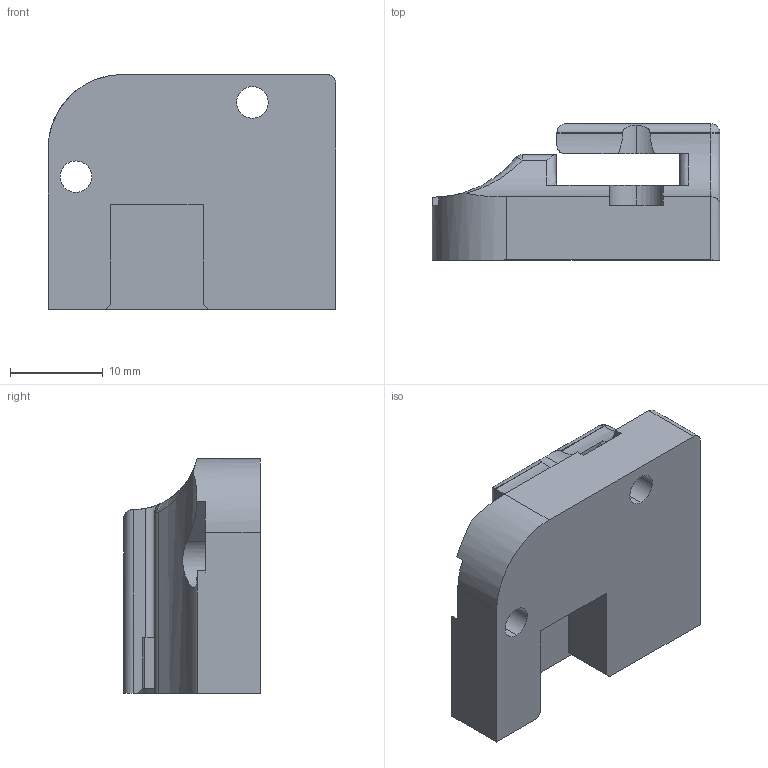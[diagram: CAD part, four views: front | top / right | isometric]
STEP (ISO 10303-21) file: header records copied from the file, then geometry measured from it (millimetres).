
FILE_DESCRIPTION (( 'STEP AP203' ), '1' );
FILE_NAME ('Y Limit Switch Holder_RV3_10.STEP', '2018-10-09T00:22:24', ( '' ), ( '' ), 'SwSTEP 2.0', 'SolidWorks 2015', '' );
FILE_SCHEMA (( 'CONFIG_CONTROL_DESIGN' ));
Length unit declared in the file: millimetre
Products named in the file (2): Y Limit Switch Holder_RV3_10
Bounding box: 31 x 14.7 x 25.3 mm (x, y, z)
Volume: 6786.4 mm3; surface area: 3635.5 mm2
Topology: 1 solids, 1 shells, 78 faces, 210 edges, 130 vertices
Faces by surface type: plane 35, cylinder 28, cone 9, torus 3, sphere 2, bspline 1
Entity records: 2726 total; most frequent: CARTESIAN_POINT 638, ORIENTED_EDGE 416, DIRECTION 399, EDGE_CURVE 208, AXIS2_PLACEMENT_3D 139, VERTEX_POINT 130, VECTOR 121, LINE 121
